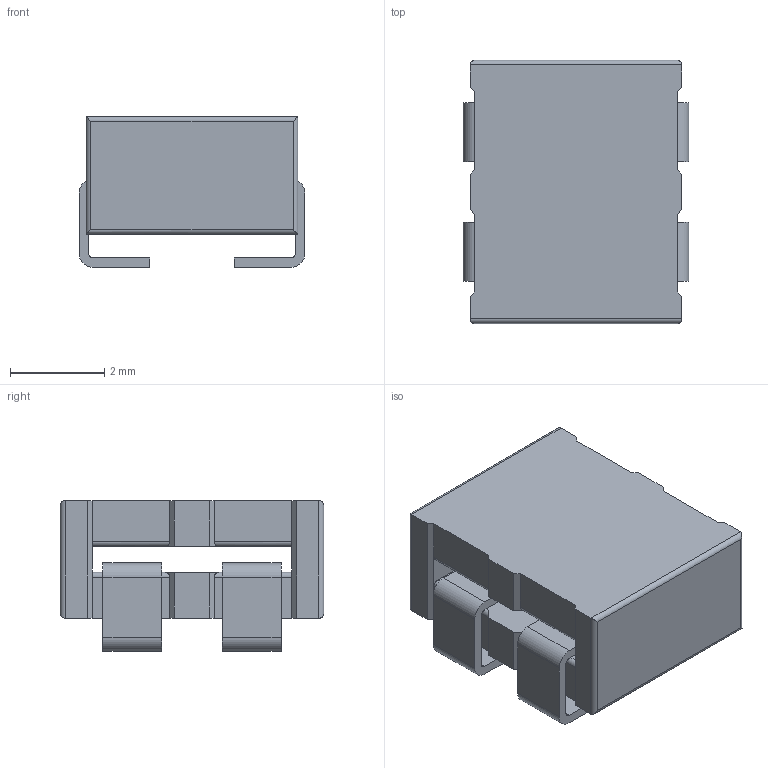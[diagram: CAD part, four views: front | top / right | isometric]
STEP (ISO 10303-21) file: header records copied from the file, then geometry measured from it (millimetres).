
FILE_DESCRIPTION(/* description */ ('Unknown'),/* implementation_level */ '2;1');
FILE_NAME(/* name */ 'FB_Wurth_WE-CMS-4856',/* time_stamp */ '2025-06-24T17:41:07+08:00',/* author */ ('Unknown'),/* organization */ ('Unknown'),/* preprocessor_version */ 'ST-DEVELOPER v19.4',/* originating_system */ 'Solid Edge',/* authorisation */ 'Unknown');
FILE_SCHEMA (('AUTOMOTIVE_DESIGN {1 0 10303 214 3 1 1}'));
Length unit declared in the file: millimetre
Products named in the file (2): FB_Wurth_WE-CMS-4856
Assembly tree (1 placements, depth 2):
  FB_Wurth_WE-CMS-4856
    FB_Wurth_WE-CMS-4856
Bounding box: 4.8 x 5.6 x 3.21 mm (x, y, z)
Volume: 56.2 mm3; surface area: 176.4 mm2
Topology: 1 solids, 1 shells, 100 faces, 276 edges, 176 vertices
Faces by surface type: plane 68, cylinder 32
Entity records: 3891 total; most frequent: CARTESIAN_POINT 554, ORIENTED_EDGE 552, DIRECTION 536, EDGE_CURVE 276, LINE 220, VECTOR 220, VERTEX_POINT 176, AXIS2_PLACEMENT_3D 158
